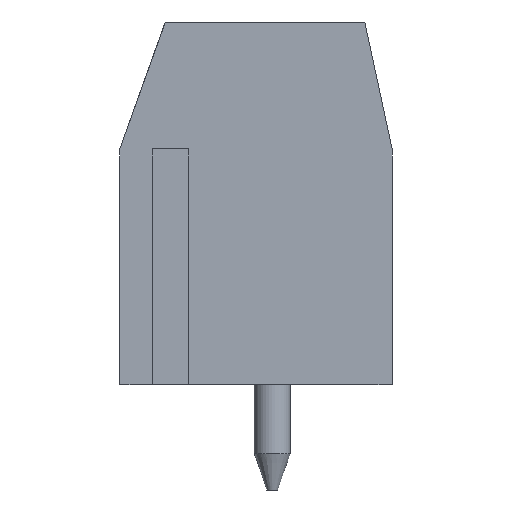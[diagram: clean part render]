
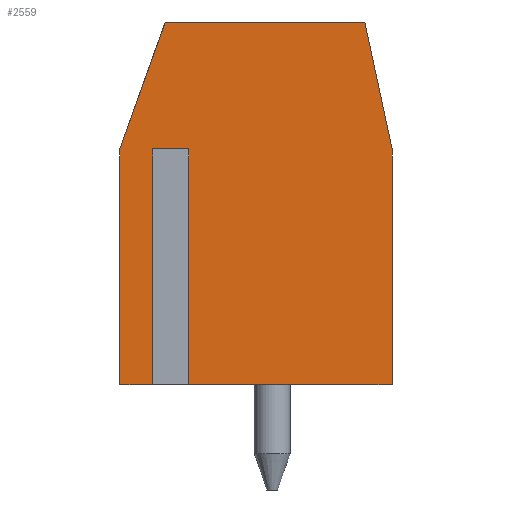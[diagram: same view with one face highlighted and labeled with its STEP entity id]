
A CAD part, left-side view. The second image highlights one B-rep face of the part: STEP entity #2559.
In plain terms, the highlighted planar face has unit normal (-1, 0, 0).
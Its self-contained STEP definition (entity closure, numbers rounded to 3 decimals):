
#380=ORIENTED_EDGE('',*,*,#1063,.F.);
#381=ORIENTED_EDGE('',*,*,#1064,.F.);
#382=ORIENTED_EDGE('',*,*,#1065,.T.);
#383=ORIENTED_EDGE('',*,*,#922,.T.);
#384=ORIENTED_EDGE('',*,*,#993,.T.);
#385=ORIENTED_EDGE('',*,*,#1066,.T.);
#386=ORIENTED_EDGE('',*,*,#946,.T.);
#387=ORIENTED_EDGE('',*,*,#971,.T.);
#388=ORIENTED_EDGE('',*,*,#1062,.T.);
#389=ORIENTED_EDGE('',*,*,#926,.T.);
#922=EDGE_CURVE('',#1283,#1282,#1523,.T.);
#926=EDGE_CURVE('',#1287,#1286,#1527,.T.);
#946=EDGE_CURVE('',#1305,#1304,#1543,.T.);
#971=EDGE_CURVE('',#1304,#1323,#1561,.F.);
#993=EDGE_CURVE('',#1282,#1340,#1583,.T.);
#1062=EDGE_CURVE('',#1323,#1287,#1639,.T.);
#1063=EDGE_CURVE('',#1387,#1286,#1640,.T.);
#1064=EDGE_CURVE('',#1388,#1387,#1641,.T.);
#1065=EDGE_CURVE('',#1388,#1283,#1642,.T.);
#1066=EDGE_CURVE('',#1340,#1305,#1643,.F.);
#1282=VERTEX_POINT('',#3900);
#1283=VERTEX_POINT('',#3902);
#1286=VERTEX_POINT('',#3908);
#1287=VERTEX_POINT('',#3910);
#1304=VERTEX_POINT('',#3948);
#1305=VERTEX_POINT('',#3950);
#1323=VERTEX_POINT('',#3994);
#1340=VERTEX_POINT('',#4034);
#1387=VERTEX_POINT('',#4168);
#1388=VERTEX_POINT('',#4170);
#1523=LINE('',#3901,#1803);
#1527=LINE('',#3909,#1807);
#1543=LINE('',#3949,#1823);
#1561=LINE('',#3995,#1841);
#1583=LINE('',#4035,#1863);
#1639=LINE('',#4165,#1919);
#1640=LINE('',#4167,#1920);
#1641=LINE('',#4169,#1921);
#1642=LINE('',#4171,#1922);
#1643=LINE('',#4172,#1923);
#1803=VECTOR('',#3147,1000.);
#1807=VECTOR('',#3151,1000.);
#1823=VECTOR('',#3179,1000.);
#1841=VECTOR('',#3215,1000.);
#1863=VECTOR('',#3239,1000.);
#1919=VECTOR('',#3351,1000.);
#1920=VECTOR('',#3354,1000.);
#1921=VECTOR('',#3355,1000.);
#1922=VECTOR('',#3356,1000.);
#1923=VECTOR('',#3357,1000.);
#2100=EDGE_LOOP('',(#380,#381,#382,#383,#384,#385,#386,#387,#388,#389));
#2282=FACE_BOUND('',#2100,.T.);
#2453=PLANE('',#2941);
#2559=ADVANCED_FACE('',(#2282),#2453,.T.);
#2941=AXIS2_PLACEMENT_3D('',#4166,#3352,#3353);
#3147=DIRECTION('',(0.,-1.,0.));
#3151=DIRECTION('',(0.,-1.,0.));
#3179=DIRECTION('',(0.,1.,0.));
#3215=DIRECTION('',(0.,-0.336,0.942));
#3239=DIRECTION('',(0.,0.,1.));
#3351=DIRECTION('',(0.,0.,-1.));
#3352=DIRECTION('',(-1.,0.,0.));
#3353=DIRECTION('',(0.,0.,1.));
#3354=DIRECTION('',(0.,0.,-1.));
#3355=DIRECTION('',(0.,1.,0.));
#3356=DIRECTION('',(0.,0.,-1.));
#3357=DIRECTION('',(0.,-0.21,-0.978));
#3900=CARTESIAN_POINT('',(-7.5,-3.75,-5.));
#3901=CARTESIAN_POINT('',(-7.5,3.75,-5.));
#3902=CARTESIAN_POINT('',(-7.5,1.975,-5.));
#3908=CARTESIAN_POINT('',(-7.5,2.725,-5.));
#3909=CARTESIAN_POINT('',(-7.5,3.75,-5.));
#3910=CARTESIAN_POINT('',(-7.5,3.75,-5.));
#3948=CARTESIAN_POINT('',(-7.5,2.5,5.));
#3949=CARTESIAN_POINT('',(-7.5,-3.75,5.));
#3950=CARTESIAN_POINT('',(-7.5,-3.,5.));
#3994=CARTESIAN_POINT('',(-7.5,3.75,1.5));
#3995=CARTESIAN_POINT('',(-7.5,3.801,1.357));
#4034=CARTESIAN_POINT('',(-7.5,-3.75,1.5));
#4035=CARTESIAN_POINT('',(-7.5,-3.75,-5.));
#4165=CARTESIAN_POINT('',(-7.5,3.75,5.));
#4166=CARTESIAN_POINT('',(-7.5,0.,0.));
#4167=CARTESIAN_POINT('',(-7.5,2.725,1.5));
#4168=CARTESIAN_POINT('',(-7.5,2.725,1.5));
#4169=CARTESIAN_POINT('',(-7.5,1.975,1.5));
#4170=CARTESIAN_POINT('',(-7.5,1.975,1.5));
#4171=CARTESIAN_POINT('',(-7.5,1.975,1.5));
#4172=CARTESIAN_POINT('',(-7.5,-3.893,0.834));
